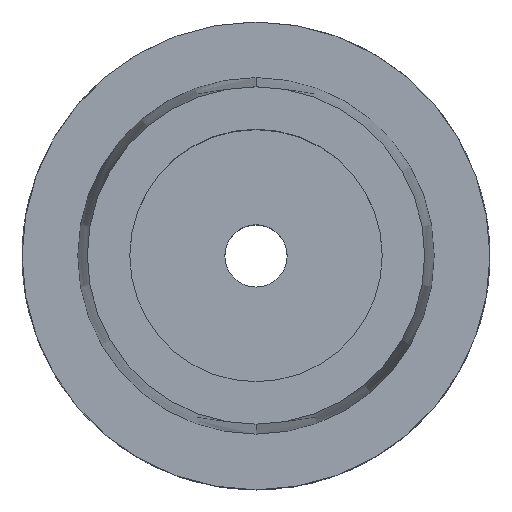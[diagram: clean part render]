
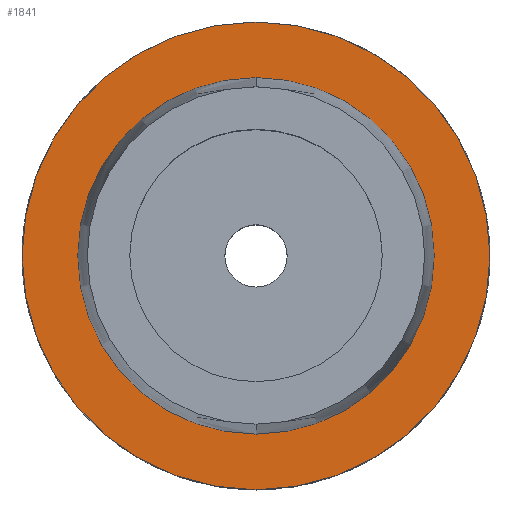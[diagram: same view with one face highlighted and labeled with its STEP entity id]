
A CAD part, top view. The second image highlights one B-rep face of the part: STEP entity #1841.
In plain terms, the highlighted planar face has unit normal (0, 0, 1).
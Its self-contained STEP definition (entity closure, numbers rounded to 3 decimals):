
#241=CARTESIAN_POINT('',(0.,0.,0.));
#242=DIRECTION('',(0.,0.,-1.));
#243=DIRECTION('',(0.,1.,0.));
#244=AXIS2_PLACEMENT_3D('',#241,#242,#243);
#263=CARTESIAN_POINT('',(0.,0.,0.));
#264=DIRECTION('',(0.,0.,1.));
#265=DIRECTION('',(0.,1.,0.));
#266=AXIS2_PLACEMENT_3D('',#263,#264,#265);
#271=CARTESIAN_POINT('',(0.,0.,0.));
#272=DIRECTION('',(0.,0.,-1.));
#273=DIRECTION('',(0.,1.,0.));
#274=AXIS2_PLACEMENT_3D('',#271,#272,#273);
#279=CARTESIAN_POINT('',(0.,0.,0.));
#280=DIRECTION('',(0.,0.,1.));
#281=DIRECTION('',(0.,1.,0.));
#282=AXIS2_PLACEMENT_3D('',#279,#280,#281);
#1415=CARTESIAN_POINT('',(0.,31.5,0.));
#1417=VERTEX_POINT('',#1415);
#1418=CARTESIAN_POINT('',(0.,24.005,0.));
#1420=VERTEX_POINT('',#1418);
#1423=CARTESIAN_POINT('',(0.,-31.5,0.));
#1425=VERTEX_POINT('',#1423);
#1426=CARTESIAN_POINT('',(0.,-24.005,0.));
#1428=VERTEX_POINT('',#1426);
#1826=CARTESIAN_POINT('',(0.,0.,0.));
#1827=DIRECTION('',(0.,0.,-1.));
#1828=DIRECTION('',(0.,-1.,0.));
#1829=AXIS2_PLACEMENT_3D('',#1826,#1827,#1828);
#1830=PLANE('',#1829);
#1832=ORIENTED_EDGE('',*,*,#1831,.T.);
#1834=ORIENTED_EDGE('',*,*,#1833,.F.);
#1835=EDGE_LOOP('',(#1832,#1834));
#1836=FACE_OUTER_BOUND('',#1835,.F.);
#1837=ORIENTED_EDGE('',*,*,#1821,.T.);
#1838=ORIENTED_EDGE('',*,*,#1805,.F.);
#1839=EDGE_LOOP('',(#1837,#1838));
#1840=FACE_BOUND('',#1839,.F.);
#245=CIRCLE('',#244,24.005);
#267=CIRCLE('',#266,24.005);
#275=CIRCLE('',#274,31.5);
#283=CIRCLE('',#282,31.5);
#1805=EDGE_CURVE('',#1420,#1428,#245,.T.);
#1821=EDGE_CURVE('',#1420,#1428,#267,.T.);
#1831=EDGE_CURVE('',#1417,#1425,#275,.T.);
#1833=EDGE_CURVE('',#1417,#1425,#283,.T.);
#1841=ADVANCED_FACE('',(#1836,#1840),#1830,.F.);
